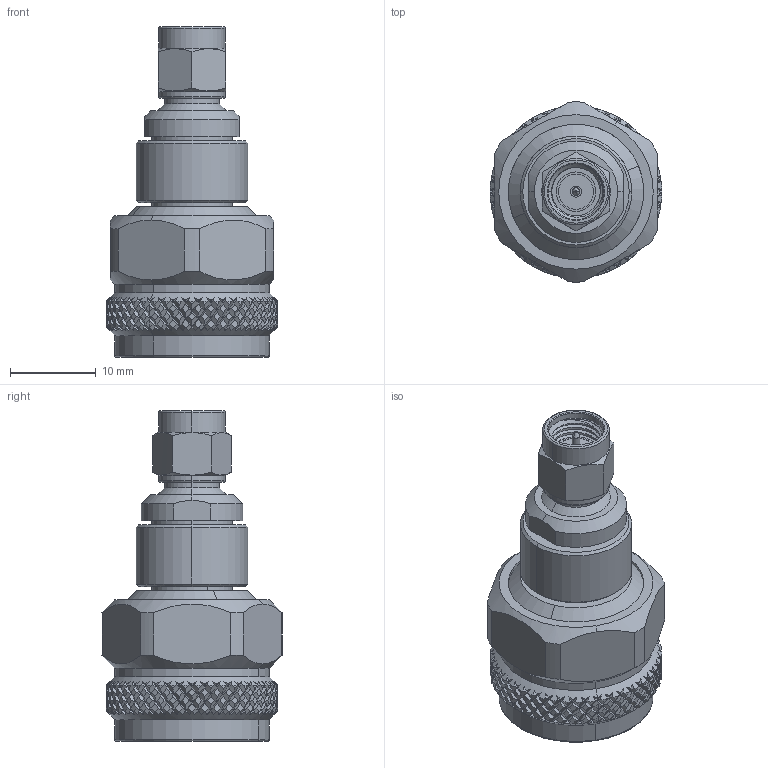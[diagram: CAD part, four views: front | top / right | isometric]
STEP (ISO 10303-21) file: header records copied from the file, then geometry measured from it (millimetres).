
FILE_DESCRIPTION (( 'STEP AP203' ), '1' );
FILE_NAME ('CT-NMSM-LN1.STEP', '2020-09-19T01:08:32', ( '' ), ( '' ), 'SwSTEP 2.0', 'SolidWorks 2020', '' );
FILE_SCHEMA (( 'CONFIG_CONTROL_DESIGN' ));
Length unit declared in the file: inch
Products named in the file (8): CT-NMSM-LN1; N-SMA-JJ.STEP; ____247.104____01.STEP; 8.034.F.003.STEP; ____247.204-SZ01.STEP; 930.219-sz-02.STEP; 8.034.D.030.STEP; 930.D.008.STEP
Assembly tree (7 placements, depth 3):
  CT-NMSM-LN1
    N-SMA-JJ.STEP
      8.034.F.003.STEP
      930.219-sz-02.STEP
      ____247.204-SZ01.STEP
      8.034.D.030.STEP
      930.D.008.STEP
      ____247.104____01.STEP
Bounding box: 20 x 20.99 x 38.52 mm (x, y, z)
Volume: 4788.6 mm3; surface area: 5330.5 mm2
Topology: 6 solids, 6 shells, 1201 faces, 2611 edges, 1444 vertices
Faces by surface type: bspline 844, cylinder 258, plane 52, cone 39, torus 8
Entity records: 48949 total; most frequent: CARTESIAN_POINT 30975, ORIENTED_EDGE 5222, EDGE_CURVE 2611, DIRECTION 1451, VERTEX_POINT 1444, EDGE_LOOP 1227, FACE_OUTER_BOUND 1201, ADVANCED_FACE 1201
